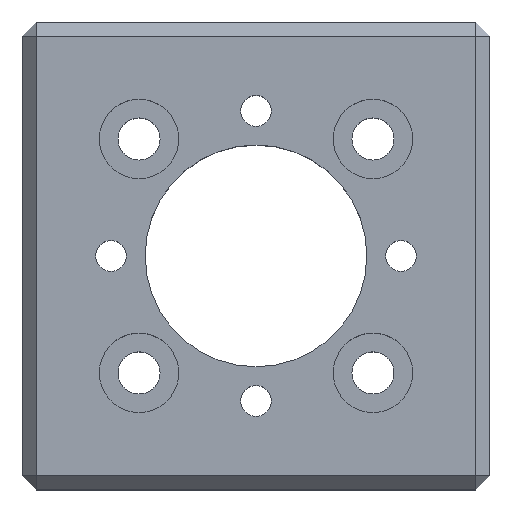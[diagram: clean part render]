
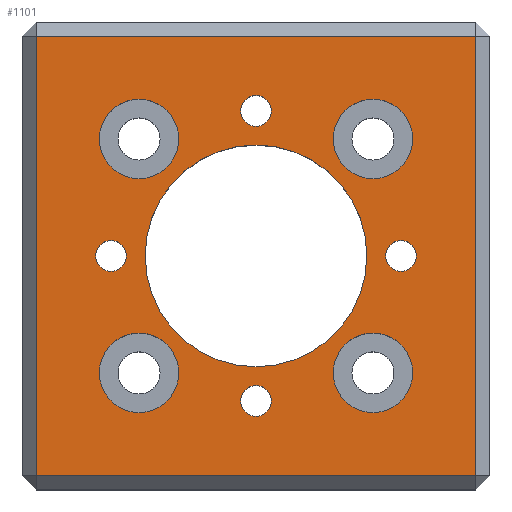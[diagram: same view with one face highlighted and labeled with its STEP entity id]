
A CAD part, top view. The second image highlights one B-rep face of the part: STEP entity #1101.
In plain terms, the highlighted planar face has unit normal (0, 0, 1).
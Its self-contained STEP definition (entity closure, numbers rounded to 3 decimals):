
#32=FACE_BOUND('',#190,.T.);
#33=FACE_BOUND('',#191,.T.);
#34=FACE_BOUND('',#192,.T.);
#35=FACE_BOUND('',#193,.T.);
#36=FACE_BOUND('',#194,.T.);
#37=FACE_BOUND('',#195,.T.);
#38=FACE_BOUND('',#196,.T.);
#39=FACE_BOUND('',#197,.T.);
#40=FACE_BOUND('',#198,.T.);
#58=CIRCLE('',#1183,3.3);
#59=CIRCLE('',#1184,3.3);
#60=CIRCLE('',#1185,3.3);
#61=CIRCLE('',#1186,23.7);
#62=CIRCLE('',#1187,3.3);
#63=CIRCLE('',#1188,8.5);
#64=CIRCLE('',#1189,8.5);
#65=CIRCLE('',#1190,8.5);
#66=CIRCLE('',#1191,8.5);
#122=FACE_OUTER_BOUND('',#189,.T.);
#189=EDGE_LOOP('',(#891,#892,#893,#894));
#190=EDGE_LOOP('',(#895));
#191=EDGE_LOOP('',(#896));
#192=EDGE_LOOP('',(#897));
#193=EDGE_LOOP('',(#898));
#194=EDGE_LOOP('',(#899));
#195=EDGE_LOOP('',(#900));
#196=EDGE_LOOP('',(#901));
#197=EDGE_LOOP('',(#902));
#198=EDGE_LOOP('',(#903));
#322=LINE('',#1723,#443);
#330=LINE('',#1739,#451);
#332=LINE('',#1742,#453);
#334=LINE('',#1745,#455);
#443=VECTOR('',#1395,10.);
#451=VECTOR('',#1409,10.);
#453=VECTOR('',#1413,10.);
#455=VECTOR('',#1417,10.);
#527=VERTEX_POINT('',#1685);
#532=VERTEX_POINT('',#1698);
#537=VERTEX_POINT('',#1711);
#542=VERTEX_POINT('',#1727);
#546=VERTEX_POINT('',#1752);
#547=VERTEX_POINT('',#1754);
#548=VERTEX_POINT('',#1756);
#549=VERTEX_POINT('',#1758);
#550=VERTEX_POINT('',#1760);
#551=VERTEX_POINT('',#1762);
#552=VERTEX_POINT('',#1764);
#553=VERTEX_POINT('',#1766);
#554=VERTEX_POINT('',#1768);
#662=EDGE_CURVE('',#527,#537,#322,.T.);
#670=EDGE_CURVE('',#537,#542,#330,.T.);
#672=EDGE_CURVE('',#542,#532,#332,.T.);
#674=EDGE_CURVE('',#532,#527,#334,.T.);
#678=EDGE_CURVE('',#546,#546,#58,.T.);
#679=EDGE_CURVE('',#547,#547,#59,.T.);
#680=EDGE_CURVE('',#548,#548,#60,.T.);
#681=EDGE_CURVE('',#549,#549,#61,.T.);
#682=EDGE_CURVE('',#550,#550,#62,.T.);
#683=EDGE_CURVE('',#551,#551,#63,.T.);
#684=EDGE_CURVE('',#552,#552,#64,.T.);
#685=EDGE_CURVE('',#553,#553,#65,.T.);
#686=EDGE_CURVE('',#554,#554,#66,.T.);
#891=ORIENTED_EDGE('',*,*,#662,.F.);
#892=ORIENTED_EDGE('',*,*,#674,.F.);
#893=ORIENTED_EDGE('',*,*,#672,.F.);
#894=ORIENTED_EDGE('',*,*,#670,.F.);
#895=ORIENTED_EDGE('',*,*,#678,.T.);
#896=ORIENTED_EDGE('',*,*,#679,.T.);
#897=ORIENTED_EDGE('',*,*,#680,.T.);
#898=ORIENTED_EDGE('',*,*,#681,.T.);
#899=ORIENTED_EDGE('',*,*,#682,.T.);
#900=ORIENTED_EDGE('',*,*,#683,.T.);
#901=ORIENTED_EDGE('',*,*,#684,.T.);
#902=ORIENTED_EDGE('',*,*,#685,.T.);
#903=ORIENTED_EDGE('',*,*,#686,.T.);
#1051=PLANE('',#1182);
#1101=ADVANCED_FACE('',(#122,#32,#33,#34,#35,#36,#37,#38,#39,#40),#1051,
 .T.);
#1182=AXIS2_PLACEMENT_3D('',#1751,#1425,#1426);
#1183=AXIS2_PLACEMENT_3D('',#1753,#1427,#1428);
#1184=AXIS2_PLACEMENT_3D('',#1755,#1429,#1430);
#1185=AXIS2_PLACEMENT_3D('',#1757,#1431,#1432);
#1186=AXIS2_PLACEMENT_3D('',#1759,#1433,#1434);
#1187=AXIS2_PLACEMENT_3D('',#1761,#1435,#1436);
#1188=AXIS2_PLACEMENT_3D('',#1763,#1437,#1438);
#1189=AXIS2_PLACEMENT_3D('',#1765,#1439,#1440);
#1190=AXIS2_PLACEMENT_3D('',#1767,#1441,#1442);
#1191=AXIS2_PLACEMENT_3D('',#1769,#1443,#1444);
#1395=DIRECTION('',(0.,1.,0.));
#1409=DIRECTION('',(1.,0.,0.));
#1413=DIRECTION('',(0.,-1.,0.));
#1417=DIRECTION('',(-1.,0.,0.));
#1425=DIRECTION('center_axis',(0.,0.,1.));
#1426=DIRECTION('ref_axis',(1.,0.,0.));
#1427=DIRECTION('center_axis',(0.,0.,-1.));
#1428=DIRECTION('ref_axis',(1.,0.,0.));
#1429=DIRECTION('center_axis',(0.,0.,-1.));
#1430=DIRECTION('ref_axis',(1.,0.,0.));
#1431=DIRECTION('center_axis',(0.,0.,-1.));
#1432=DIRECTION('ref_axis',(1.,0.,0.));
#1433=DIRECTION('center_axis',(0.,0.,-1.));
#1434=DIRECTION('ref_axis',(1.,0.,0.));
#1435=DIRECTION('center_axis',(0.,0.,-1.));
#1436=DIRECTION('ref_axis',(1.,0.,0.));
#1437=DIRECTION('center_axis',(0.,0.,-1.));
#1438=DIRECTION('ref_axis',(-1.,0.,0.));
#1439=DIRECTION('center_axis',(0.,0.,-1.));
#1440=DIRECTION('ref_axis',(-1.,0.,0.));
#1441=DIRECTION('center_axis',(0.,0.,-1.));
#1442=DIRECTION('ref_axis',(-1.,0.,0.));
#1443=DIRECTION('center_axis',(0.,0.,-1.));
#1444=DIRECTION('ref_axis',(-1.,0.,0.));
#1685=CARTESIAN_POINT('',(-47.,-47.,30.));
#1698=CARTESIAN_POINT('',(47.,-47.,30.));
#1711=CARTESIAN_POINT('',(-47.,47.,30.));
#1723=CARTESIAN_POINT('',(-47.,25.,30.));
#1727=CARTESIAN_POINT('',(47.,47.,30.));
#1739=CARTESIAN_POINT('',(25.,47.,30.));
#1742=CARTESIAN_POINT('',(47.,-25.,30.));
#1745=CARTESIAN_POINT('',(-25.,-47.,30.));
#1751=CARTESIAN_POINT('Origin',(0.,0.,30.));
#1752=CARTESIAN_POINT('',(27.7,0.,30.));
#1753=CARTESIAN_POINT('Origin',(31.,0.,30.));
#1754=CARTESIAN_POINT('',(-3.3,-31.,30.));
#1755=CARTESIAN_POINT('Origin',(0.,-31.,30.));
#1756=CARTESIAN_POINT('',(-3.3,31.,30.));
#1757=CARTESIAN_POINT('Origin',(0.,31.,30.));
#1758=CARTESIAN_POINT('',(-23.7,0.,30.));
#1759=CARTESIAN_POINT('Origin',(0.,0.,30.));
#1760=CARTESIAN_POINT('',(-34.3,0.,30.));
#1761=CARTESIAN_POINT('Origin',(-31.,0.,30.));
#1762=CARTESIAN_POINT('',(-16.5,-25.,30.));
#1763=CARTESIAN_POINT('Origin',(-25.,-25.,30.));
#1764=CARTESIAN_POINT('',(-16.5,25.,30.));
#1765=CARTESIAN_POINT('Origin',(-25.,25.,30.));
#1766=CARTESIAN_POINT('',(33.5,-25.,30.));
#1767=CARTESIAN_POINT('Origin',(25.,-25.,30.));
#1768=CARTESIAN_POINT('',(33.5,25.,30.));
#1769=CARTESIAN_POINT('Origin',(25.,25.,30.));
